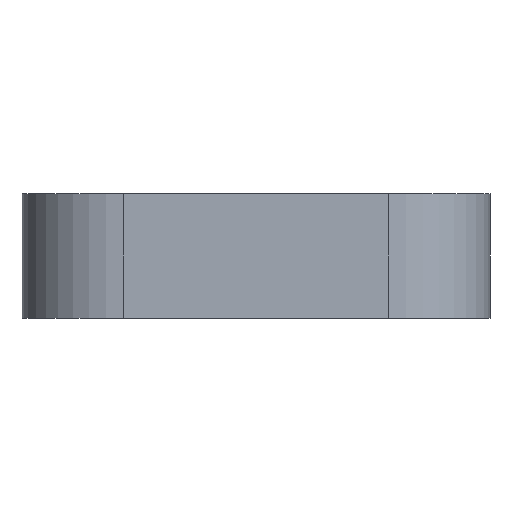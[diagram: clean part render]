
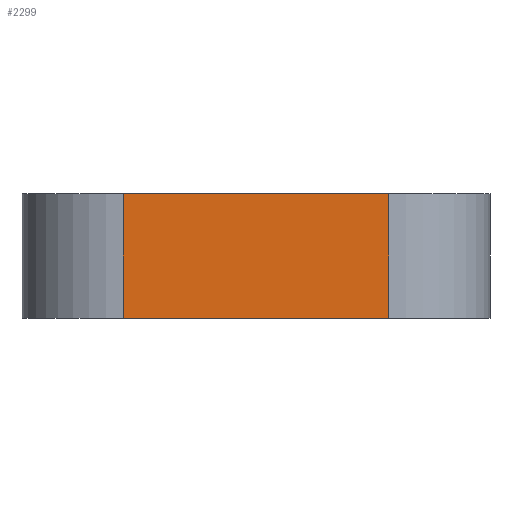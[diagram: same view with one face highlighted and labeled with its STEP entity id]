
A CAD part, front view. The second image highlights one B-rep face of the part: STEP entity #2299.
In plain terms, the highlighted planar face has unit normal (0, -1, 0).
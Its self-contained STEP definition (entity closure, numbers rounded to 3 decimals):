
#125 = ORIENTED_EDGE ( 'NONE', *, *, #2234, .T. ) ;
#126 = ORIENTED_EDGE ( 'NONE', *, *, #2240, .F. ) ;
#127 = ORIENTED_EDGE ( 'NONE', *, *, #2239, .F. ) ;
#129 = ORIENTED_EDGE ( 'NONE', *, *, #2237, .T. ) ;
#167 = EDGE_LOOP ( 'NONE', ( #127, #126, #125, #129 ) ) ;
#257 = VERTEX_POINT ( 'NONE', #2140 ) ;
#260 = VERTEX_POINT ( 'NONE', #790 ) ;
#263 = VERTEX_POINT ( 'NONE', #793 ) ;
#268 = VERTEX_POINT ( 'NONE', #798 ) ;
#459 = AXIS2_PLACEMENT_3D ( 'NONE', #1586, #1595, #1596 ) ;
#790 = CARTESIAN_POINT ( 'NONE',  ( -8.519, -26.5, -8. ) ) ;
#793 = CARTESIAN_POINT ( 'NONE',  ( 8.519, -26.5, -8. ) ) ;
#798 = CARTESIAN_POINT ( 'NONE',  ( -8.519, -26.5, 0. ) ) ;
#1193 = DIRECTION ( 'NONE',  ( 1., 0., 0. ) ) ;
#1195 = CARTESIAN_POINT ( 'NONE',  ( -8.519, -26.5, -8. ) ) ;
#1200 = DIRECTION ( 'NONE',  ( 0., 0., 1. ) ) ;
#1205 = CARTESIAN_POINT ( 'NONE',  ( 8.519, -26.5, -8. ) ) ;
#1211 = CARTESIAN_POINT ( 'NONE',  ( -8.519, -26.5, 0. ) ) ;
#1212 = DIRECTION ( 'NONE',  ( 1., 0., 0. ) ) ;
#1213 = CARTESIAN_POINT ( 'NONE',  ( -8.519, -26.5, -8. ) ) ;
#1214 = DIRECTION ( 'NONE',  ( 0., 0., 1. ) ) ;
#1237 = LINE ( 'NONE', #1195, #1243 ) ;
#1243 = VECTOR ( 'NONE', #1193, 1000. ) ;
#1244 = LINE ( 'NONE', #1205, #1247 ) ;
#1247 = VECTOR ( 'NONE', #1200, 1000. ) ;
#1248 = LINE ( 'NONE', #1211, #1251 ) ;
#1250 = LINE ( 'NONE', #1213, #1253 ) ;
#1251 = VECTOR ( 'NONE', #1212, 1000. ) ;
#1253 = VECTOR ( 'NONE', #1214, 1000. ) ;
#1352 = FACE_OUTER_BOUND ( 'NONE', #167, .T. ) ;
#1586 = CARTESIAN_POINT ( 'NONE',  ( -8.519, -26.5, -8. ) ) ;
#1592 = PLANE ( 'NONE',  #459 ) ;
#1595 = DIRECTION ( 'NONE',  ( 0., -1., 0. ) ) ;
#1596 = DIRECTION ( 'NONE',  ( 1., 0., 0. ) ) ;
#2140 = CARTESIAN_POINT ( 'NONE',  ( 8.519, -26.5, 0. ) ) ;
#2234 = EDGE_CURVE ( 'NONE', #260, #263, #1237, .T. ) ;
#2237 = EDGE_CURVE ( 'NONE', #263, #257, #1244, .T. ) ;
#2239 = EDGE_CURVE ( 'NONE', #268, #257, #1248, .T. ) ;
#2240 = EDGE_CURVE ( 'NONE', #260, #268, #1250, .T. ) ;
#2299 = ADVANCED_FACE ( 'NONE', ( #1352 ), #1592, .T. ) ;
